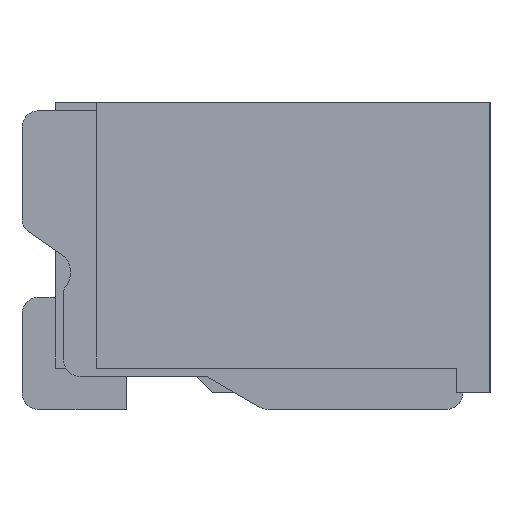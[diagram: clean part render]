
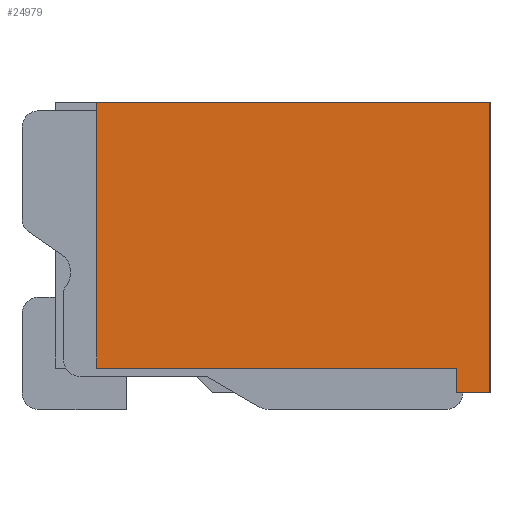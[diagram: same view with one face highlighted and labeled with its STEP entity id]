
A CAD part, left-side view. The second image highlights one B-rep face of the part: STEP entity #24979.
In plain terms, the highlighted planar face has unit normal (-1, 0, 0).
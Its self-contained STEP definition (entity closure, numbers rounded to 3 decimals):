
#113 = VECTOR ( 'NONE', #818, 1000. ) ;
#148 = VECTOR ( 'NONE', #24746, 1000. ) ;
#290 = PLANE ( 'NONE',  #10772 ) ;
#522 = EDGE_CURVE ( 'NONE', #10582, #6503, #5801, .T. ) ;
#818 = DIRECTION ( 'NONE',  ( 0., 0., 1. ) ) ;
#1580 = DIRECTION ( 'NONE',  ( 0., 0., -1. ) ) ;
#2398 = EDGE_CURVE ( 'NONE', #17934, #6503, #8164, .T. ) ;
#3830 = CARTESIAN_POINT ( 'NONE',  ( -4.35, -1.31, 1.85 ) ) ;
#4093 = CARTESIAN_POINT ( 'NONE',  ( -4.35, 1.31, 0.25 ) ) ;
#4361 = DIRECTION ( 'NONE',  ( 1., 0., 0. ) ) ;
#4684 = EDGE_CURVE ( 'NONE', #22368, #17823, #23070, .T. ) ;
#5801 = LINE ( 'NONE', #6370, #6997 ) ;
#6370 = CARTESIAN_POINT ( 'NONE',  ( -4.35, 1.31, 0.1 ) ) ;
#6503 = VERTEX_POINT ( 'NONE', #24663 ) ;
#6866 = EDGE_CURVE ( 'NONE', #10582, #22368, #9564, .T. ) ;
#6997 = VECTOR ( 'NONE', #17165, 1000. ) ;
#7524 = EDGE_CURVE ( 'NONE', #7759, #17934, #23499, .T. ) ;
#7588 = DIRECTION ( 'NONE',  ( 0., 0., 1. ) ) ;
#7638 = CARTESIAN_POINT ( 'NONE',  ( -4.35, 1.06, 0.25 ) ) ;
#7759 = VERTEX_POINT ( 'NONE', #19470 ) ;
#8164 = LINE ( 'NONE', #3830, #27141 ) ;
#8340 = CARTESIAN_POINT ( 'NONE',  ( -4.35, -1.31, 1.85 ) ) ;
#9417 = CARTESIAN_POINT ( 'NONE',  ( -4.35, -1.11, 0.25 ) ) ;
#9564 = LINE ( 'NONE', #9417, #19615 ) ;
#10582 = VERTEX_POINT ( 'NONE', #18979 ) ;
#10772 = AXIS2_PLACEMENT_3D ( 'NONE', #23199, #4361, #21393 ) ;
#12514 = ORIENTED_EDGE ( 'NONE', *, *, #6866, .F. ) ;
#12887 = DIRECTION ( 'NONE',  ( 0., -1., 0. ) ) ;
#14619 = ORIENTED_EDGE ( 'NONE', *, *, #4684, .F. ) ;
#16972 = FACE_OUTER_BOUND ( 'NONE', #18105, .T. ) ;
#17165 = DIRECTION ( 'NONE',  ( 0., -1., 0. ) ) ;
#17643 = LINE ( 'NONE', #19863, #113 ) ;
#17823 = VERTEX_POINT ( 'NONE', #7638 ) ;
#17934 = VERTEX_POINT ( 'NONE', #8340 ) ;
#18105 = EDGE_LOOP ( 'NONE', ( #14619, #12514, #22924, #20070, #18106, #23327 ) ) ;
#18106 = ORIENTED_EDGE ( 'NONE', *, *, #7524, .F. ) ;
#18702 = VECTOR ( 'NONE', #12887, 1000. ) ;
#18979 = CARTESIAN_POINT ( 'NONE',  ( -4.35, -1.11, 0.1 ) ) ;
#19470 = CARTESIAN_POINT ( 'NONE',  ( -4.35, 1.06, 1.85 ) ) ;
#19615 = VECTOR ( 'NONE', #7588, 1000. ) ;
#19863 = CARTESIAN_POINT ( 'NONE',  ( -4.35, 1.06, -0.15 ) ) ;
#20070 = ORIENTED_EDGE ( 'NONE', *, *, #2398, .F. ) ;
#21393 = DIRECTION ( 'NONE',  ( 0., 0., -1. ) ) ;
#21688 = CARTESIAN_POINT ( 'NONE',  ( -4.35, 1.31, 1.85 ) ) ;
#22368 = VERTEX_POINT ( 'NONE', #24056 ) ;
#22924 = ORIENTED_EDGE ( 'NONE', *, *, #522, .T. ) ;
#23070 = LINE ( 'NONE', #4093, #148 ) ;
#23199 = CARTESIAN_POINT ( 'NONE',  ( -4.35, 1.31, 1.85 ) ) ;
#23327 = ORIENTED_EDGE ( 'NONE', *, *, #25810, .F. ) ;
#23499 = LINE ( 'NONE', #21688, #18702 ) ;
#24056 = CARTESIAN_POINT ( 'NONE',  ( -4.35, -1.11, 0.25 ) ) ;
#24663 = CARTESIAN_POINT ( 'NONE',  ( -4.35, -1.31, 0.1 ) ) ;
#24746 = DIRECTION ( 'NONE',  ( 0., 1., 0. ) ) ;
#24979 = ADVANCED_FACE ( 'NONE', ( #16972 ), #290, .F. ) ;
#25810 = EDGE_CURVE ( 'NONE', #17823, #7759, #17643, .T. ) ;
#27141 = VECTOR ( 'NONE', #1580, 1000. ) ;
